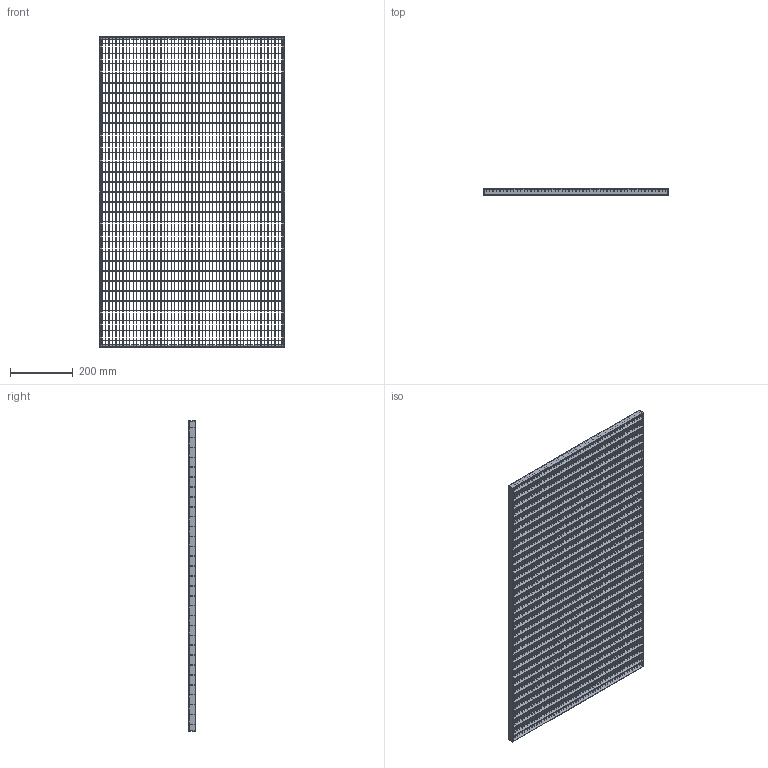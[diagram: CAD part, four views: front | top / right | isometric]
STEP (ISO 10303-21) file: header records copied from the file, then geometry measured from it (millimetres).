
FILE_DESCRIPTION (( 'STEP AP203' ), '1' );
FILE_NAME ('23-59993120-7.step', '2015-08-26T23:12:02', ( '' ), ( '' ), 'SwSTEP 2.0', 'SolidWorks 2015', '' );
FILE_SCHEMA (( 'CONFIG_CONTROL_DESIGN' ));
Products named in the file (1): 23-59993120-7
Bounding box: 590 x 20 x 990 mm (x, y, z)
Volume: 1204047 mm3; surface area: 2010427 mm2
Topology: 1 solids, 1 shells, 5568 faces, 21776 edges, 14512 vertices
Faces by surface type: plane 5568
Entity records: 229606 total; most frequent: ORIENTED_EDGE 43552, CARTESIAN_POINT 41872, DIRECTION 32909, EDGE_CURVE 21776, VECTOR 21771, LINE 21771, VERTEX_POINT 14512, EDGE_LOOP 7326
